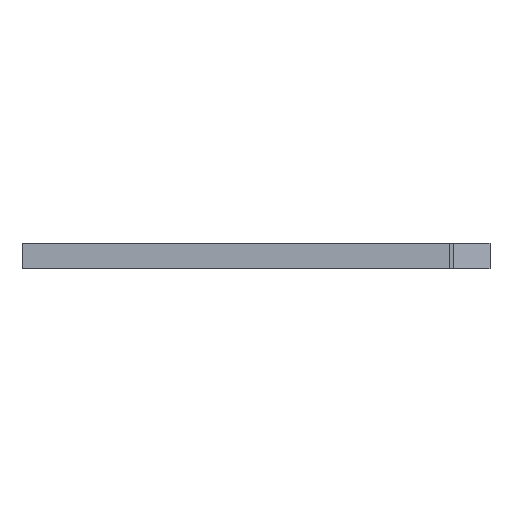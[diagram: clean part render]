
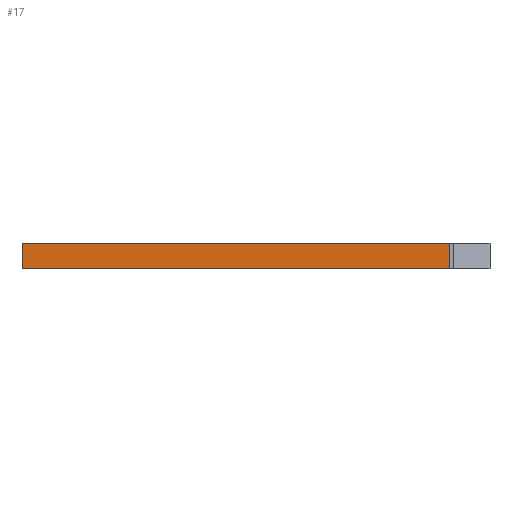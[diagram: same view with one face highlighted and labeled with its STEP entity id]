
A CAD part, left-side view. The second image highlights one B-rep face of the part: STEP entity #17.
In plain terms, the highlighted face is a extrusion surface.
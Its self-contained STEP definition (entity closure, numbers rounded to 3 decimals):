
#17 = ADVANCED_FACE('',(#18),#32,.F.);
#18 = FACE_BOUND('',#19,.F.);
#19 = EDGE_LOOP('',(#20,#57,#83,#112));
#20 = ORIENTED_EDGE('',*,*,#21,.T.);
#21 = EDGE_CURVE('',#22,#24,#26,.T.);
#22 = VERTEX_POINT('',#23);
#23 = CARTESIAN_POINT('',(-5.963,21.99,0.));
#24 = VERTEX_POINT('',#25);
#25 = CARTESIAN_POINT('',(-5.963,21.99,3.));
#26 = SURFACE_CURVE('',#27,(#31,#44),.PCURVE_S1.);
#27 = LINE('',#28,#29);
#28 = CARTESIAN_POINT('',(-5.963,21.99,0.));
#29 = VECTOR('',#30,1.);
#30 = DIRECTION('',(0.,0.,1.));
#31 = PCURVE('',#32,#38);
#32 = SURFACE_OF_LINEAR_EXTRUSION('',#33,#36);
#33 = B_SPLINE_CURVE_WITH_KNOTS('',1,(#34,#35),.UNSPECIFIED.,.F.,.F.,(2,
    2),(0.,55.5),.PIECEWISE_BEZIER_KNOTS.);
#34 = CARTESIAN_POINT('',(-5.963,21.99,0.));
#35 = CARTESIAN_POINT('',(-5.963,-28.39,0.));
#36 = VECTOR('',#37,1.);
#37 = DIRECTION('',(0.,0.,-1.));
#38 = DEFINITIONAL_REPRESENTATION('',(#39),#43);
#39 = LINE('',#40,#41);
#40 = CARTESIAN_POINT('',(0.,0.));
#41 = VECTOR('',#42,1.);
#42 = DIRECTION('',(0.,-1.));
#43 = ( GEOMETRIC_REPRESENTATION_CONTEXT(2) 
PARAMETRIC_REPRESENTATION_CONTEXT() REPRESENTATION_CONTEXT('2D SPACE',''
  ) );
#44 = PCURVE('',#45,#51);
#45 = SURFACE_OF_LINEAR_EXTRUSION('',#46,#49);
#46 = B_SPLINE_CURVE_WITH_KNOTS('',1,(#47,#48),.UNSPECIFIED.,.F.,.F.,(2,
    2),(0.,33.93),.PIECEWISE_BEZIER_KNOTS.);
#47 = CARTESIAN_POINT('',(24.837,21.961,0.));
#48 = CARTESIAN_POINT('',(-5.963,21.99,0.));
#49 = VECTOR('',#50,1.);
#50 = DIRECTION('',(0.,0.,-1.));
#51 = DEFINITIONAL_REPRESENTATION('',(#52),#56);
#52 = LINE('',#53,#54);
#53 = CARTESIAN_POINT('',(33.93,0.));
#54 = VECTOR('',#55,1.);
#55 = DIRECTION('',(0.,-1.));
#56 = ( GEOMETRIC_REPRESENTATION_CONTEXT(2) 
PARAMETRIC_REPRESENTATION_CONTEXT() REPRESENTATION_CONTEXT('2D SPACE',''
  ) );
#57 = ORIENTED_EDGE('',*,*,#58,.T.);
#58 = EDGE_CURVE('',#24,#59,#61,.T.);
#59 = VERTEX_POINT('',#60);
#60 = CARTESIAN_POINT('',(-5.963,-28.39,3.));
#61 = SURFACE_CURVE('',#62,(#65,#72),.PCURVE_S1.);
#62 = B_SPLINE_CURVE_WITH_KNOTS('',1,(#63,#64),.UNSPECIFIED.,.F.,.F.,(2,
    2),(0.,55.5),.PIECEWISE_BEZIER_KNOTS.);
#63 = CARTESIAN_POINT('',(-5.963,21.99,3.));
#64 = CARTESIAN_POINT('',(-5.963,-28.39,3.));
#65 = PCURVE('',#32,#66);
#66 = DEFINITIONAL_REPRESENTATION('',(#67),#71);
#67 = LINE('',#68,#69);
#68 = CARTESIAN_POINT('',(0.,-3.));
#69 = VECTOR('',#70,1.);
#70 = DIRECTION('',(1.,0.));
#71 = ( GEOMETRIC_REPRESENTATION_CONTEXT(2) 
PARAMETRIC_REPRESENTATION_CONTEXT() REPRESENTATION_CONTEXT('2D SPACE',''
  ) );
#72 = PCURVE('',#73,#78);
#73 = PLANE('',#74);
#74 = AXIS2_PLACEMENT_3D('',#75,#76,#77);
#75 = CARTESIAN_POINT('',(-5.963,21.99,3.));
#76 = DIRECTION('',(0.,0.,-1.));
#77 = DIRECTION('',(-1.,0.,0.));
#78 = DEFINITIONAL_REPRESENTATION('',(#79),#82);
#79 = B_SPLINE_CURVE_WITH_KNOTS('',1,(#80,#81),.UNSPECIFIED.,.F.,.F.,(2,
    2),(0.,55.5),.PIECEWISE_BEZIER_KNOTS.);
#80 = CARTESIAN_POINT('',(0.,0.));
#81 = CARTESIAN_POINT('',(0.,-50.38));
#82 = ( GEOMETRIC_REPRESENTATION_CONTEXT(2) 
PARAMETRIC_REPRESENTATION_CONTEXT() REPRESENTATION_CONTEXT('2D SPACE',''
  ) );
#83 = ORIENTED_EDGE('',*,*,#84,.F.);
#84 = EDGE_CURVE('',#85,#59,#87,.T.);
#85 = VERTEX_POINT('',#86);
#86 = CARTESIAN_POINT('',(-5.963,-28.39,0.));
#87 = SURFACE_CURVE('',#88,(#92,#99),.PCURVE_S1.);
#88 = LINE('',#89,#90);
#89 = CARTESIAN_POINT('',(-5.963,-28.39,0.));
#90 = VECTOR('',#91,1.);
#91 = DIRECTION('',(0.,0.,1.));
#92 = PCURVE('',#32,#93);
#93 = DEFINITIONAL_REPRESENTATION('',(#94),#98);
#94 = LINE('',#95,#96);
#95 = CARTESIAN_POINT('',(55.5,0.));
#96 = VECTOR('',#97,1.);
#97 = DIRECTION('',(0.,-1.));
#98 = ( GEOMETRIC_REPRESENTATION_CONTEXT(2) 
PARAMETRIC_REPRESENTATION_CONTEXT() REPRESENTATION_CONTEXT('2D SPACE',''
  ) );
#99 = PCURVE('',#100,#106);
#100 = SURFACE_OF_LINEAR_EXTRUSION('',#101,#104);
#101 = B_SPLINE_CURVE_WITH_KNOTS('',1,(#102,#103),.UNSPECIFIED.,.F.,.F.,
  (2,2),(0.,12.375),.PIECEWISE_BEZIER_KNOTS.);
#102 = CARTESIAN_POINT('',(-5.963,-28.39,0.));
#103 = CARTESIAN_POINT('',(5.27,-28.39,0.));
#104 = VECTOR('',#105,1.);
#105 = DIRECTION('',(0.,0.,-1.));
#106 = DEFINITIONAL_REPRESENTATION('',(#107),#111);
#107 = LINE('',#108,#109);
#108 = CARTESIAN_POINT('',(0.,0.));
#109 = VECTOR('',#110,1.);
#110 = DIRECTION('',(0.,-1.));
#111 = ( GEOMETRIC_REPRESENTATION_CONTEXT(2) 
PARAMETRIC_REPRESENTATION_CONTEXT() REPRESENTATION_CONTEXT('2D SPACE',''
  ) );
#112 = ORIENTED_EDGE('',*,*,#113,.F.);
#113 = EDGE_CURVE('',#22,#85,#114,.T.);
#114 = SURFACE_CURVE('',#115,(#118,#125),.PCURVE_S1.);
#115 = B_SPLINE_CURVE_WITH_KNOTS('',1,(#116,#117),.UNSPECIFIED.,.F.,.F.,
  (2,2),(0.,55.5),.PIECEWISE_BEZIER_KNOTS.);
#116 = CARTESIAN_POINT('',(-5.963,21.99,0.));
#117 = CARTESIAN_POINT('',(-5.963,-28.39,0.));
#118 = PCURVE('',#32,#119);
#119 = DEFINITIONAL_REPRESENTATION('',(#120),#124);
#120 = LINE('',#121,#122);
#121 = CARTESIAN_POINT('',(0.,0.));
#122 = VECTOR('',#123,1.);
#123 = DIRECTION('',(1.,0.));
#124 = ( GEOMETRIC_REPRESENTATION_CONTEXT(2) 
PARAMETRIC_REPRESENTATION_CONTEXT() REPRESENTATION_CONTEXT('2D SPACE',''
  ) );
#125 = PCURVE('',#126,#131);
#126 = PLANE('',#127);
#127 = AXIS2_PLACEMENT_3D('',#128,#129,#130);
#128 = CARTESIAN_POINT('',(-5.963,21.99,0.));
#129 = DIRECTION('',(0.,0.,-1.));
#130 = DIRECTION('',(-1.,0.,0.));
#131 = DEFINITIONAL_REPRESENTATION('',(#132),#135);
#132 = B_SPLINE_CURVE_WITH_KNOTS('',1,(#133,#134),.UNSPECIFIED.,.F.,.F.,
  (2,2),(0.,55.5),.PIECEWISE_BEZIER_KNOTS.);
#133 = CARTESIAN_POINT('',(0.,0.));
#134 = CARTESIAN_POINT('',(0.,-50.38));
#135 = ( GEOMETRIC_REPRESENTATION_CONTEXT(2) 
PARAMETRIC_REPRESENTATION_CONTEXT() REPRESENTATION_CONTEXT('2D SPACE',''
  ) );
